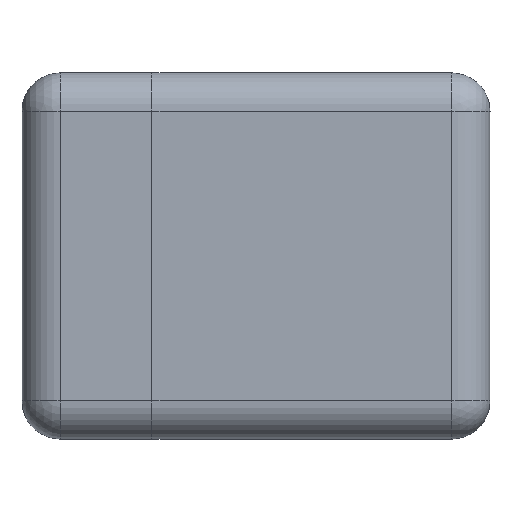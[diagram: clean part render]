
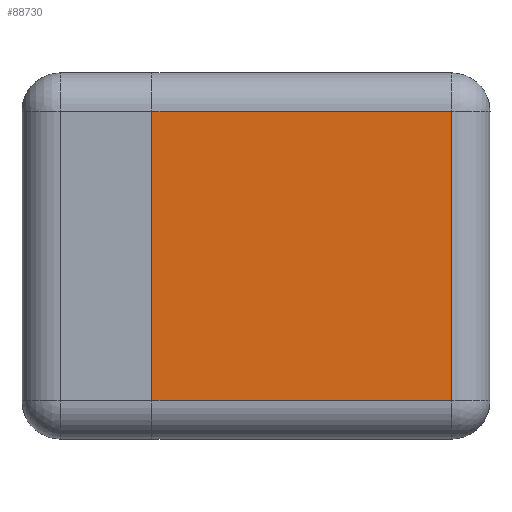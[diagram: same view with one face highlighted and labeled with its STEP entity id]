
A CAD part, left-side view. The second image highlights one B-rep face of the part: STEP entity #88730.
In plain terms, the highlighted planar face has unit normal (-1, 0, 0).
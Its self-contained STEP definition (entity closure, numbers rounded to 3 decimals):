
#7128 = EDGE_CURVE ( 'NONE', #137590, #123607, #105311, .T. ) ;
#15127 = AXIS2_PLACEMENT_3D ( 'NONE', #30744, #161206, #107800 ) ;
#19176 = CARTESIAN_POINT ( 'NONE',  ( -763.9, 324.845, 302.9 ) ) ;
#24315 = CARTESIAN_POINT ( 'NONE',  ( -763.9, 329.845, 382.9 ) ) ;
#27810 = CARTESIAN_POINT ( 'NONE',  ( -763.9, -296.905, 382.9 ) ) ;
#28920 = CARTESIAN_POINT ( 'NONE',  ( -763.9, -296.905, -302.9 ) ) ;
#30744 = CARTESIAN_POINT ( 'NONE',  ( -763.9, 324.845, 382.9 ) ) ;
#37676 = DIRECTION ( 'NONE',  ( 0., 0., 1. ) ) ;
#41164 = LINE ( 'NONE', #27810, #125433 ) ;
#43550 = CARTESIAN_POINT ( 'NONE',  ( -763.9, 329.845, -302.9 ) ) ;
#51125 = CARTESIAN_POINT ( 'NONE',  ( -763.9, 324.845, -302.9 ) ) ;
#52873 = LINE ( 'NONE', #51125, #166425 ) ;
#71605 = ORIENTED_EDGE ( 'NONE', *, *, #95600, .T. ) ;
#73357 = VERTEX_POINT ( 'NONE', #28920 ) ;
#74568 = VECTOR ( 'NONE', #37676, 1000. ) ;
#77590 = FACE_OUTER_BOUND ( 'NONE', #86126, .T. ) ;
#86126 = EDGE_LOOP ( 'NONE', ( #161649, #71605, #113789, #92961 ) ) ;
#88730 = ADVANCED_FACE ( 'NONE', ( #77590 ), #131888, .T. ) ;
#92961 = ORIENTED_EDGE ( 'NONE', *, *, #94381, .T. ) ;
#94381 = EDGE_CURVE ( 'NONE', #154206, #123607, #101921, .T. ) ;
#95600 = EDGE_CURVE ( 'NONE', #137590, #73357, #52873, .T. ) ;
#101921 = LINE ( 'NONE', #19176, #106570 ) ;
#105311 = LINE ( 'NONE', #24315, #74568 ) ;
#106570 = VECTOR ( 'NONE', #169567, 1000. ) ;
#107800 = DIRECTION ( 'NONE',  ( 0., 0., 1. ) ) ;
#113789 = ORIENTED_EDGE ( 'NONE', *, *, #164863, .T. ) ;
#116094 = CARTESIAN_POINT ( 'NONE',  ( -763.9, -296.905, 302.9 ) ) ;
#123607 = VERTEX_POINT ( 'NONE', #128654 ) ;
#125433 = VECTOR ( 'NONE', #173801, 1000. ) ;
#128654 = CARTESIAN_POINT ( 'NONE',  ( -763.9, 329.845, 302.9 ) ) ;
#131888 = PLANE ( 'NONE',  #15127 ) ;
#137590 = VERTEX_POINT ( 'NONE', #43550 ) ;
#154206 = VERTEX_POINT ( 'NONE', #116094 ) ;
#161206 = DIRECTION ( 'NONE',  ( -1., 0., 0. ) ) ;
#161649 = ORIENTED_EDGE ( 'NONE', *, *, #7128, .F. ) ;
#164863 = EDGE_CURVE ( 'NONE', #73357, #154206, #41164, .T. ) ;
#166425 = VECTOR ( 'NONE', #173969, 1000. ) ;
#169567 = DIRECTION ( 'NONE',  ( 0., 1., 0. ) ) ;
#173801 = DIRECTION ( 'NONE',  ( 0., 0., 1. ) ) ;
#173969 = DIRECTION ( 'NONE',  ( 0., -1., 0. ) ) ;
